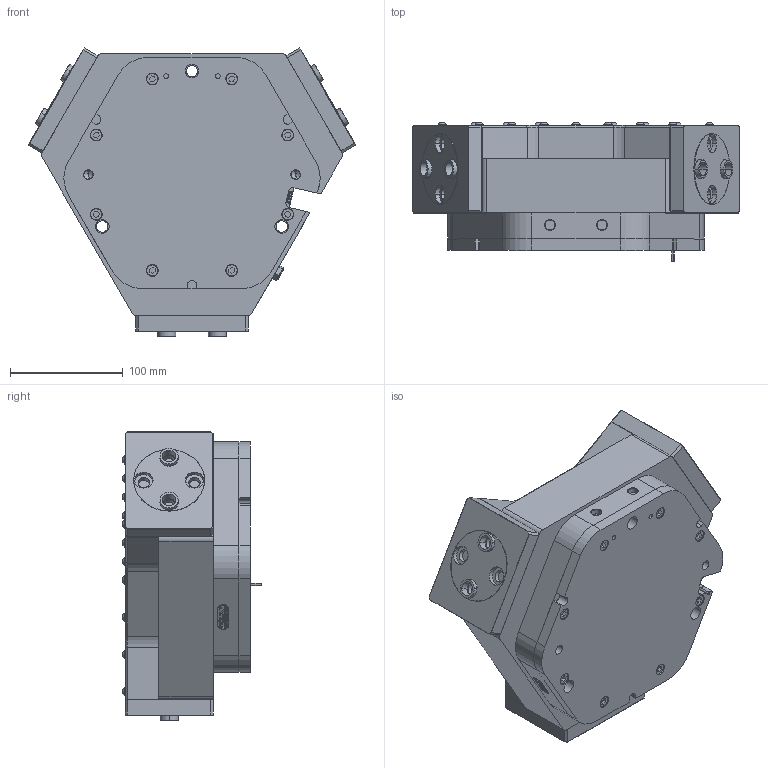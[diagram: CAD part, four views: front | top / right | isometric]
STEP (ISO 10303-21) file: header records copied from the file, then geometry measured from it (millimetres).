
FILE_DESCRIPTION (( 'STEP AP203' ), '1' );
FILE_NAME ('TZF160.STEP', '2026-03-18T07:01:10', ( 'USER-' ), ( 'Microsoft' ), 'SwSTEP 2.0', 'SolidWorks 2018', '' );
FILE_SCHEMA (( 'CONFIG_CONTROL_DESIGN' ));
Length unit declared in the file: millimetre
Products named in the file (12): TZF160-04 奻葡裔啣; BSLM01; TZF160; FZ160-250-M-05 菁裔啣; 囀鞠褒攫芛蹟隊_M4X8; 内六角圆柱头螺钉[GBT70_1-2008][M6×16]; TZF160-01 褲极; 25x10-R5; TRF99-M-04 忒硌薊极; 翐种杶 ; TRF99-M-03 耜猾极; 棠羲換覜ん
Assembly tree (48 placements, depth 2):
  TZF160
    TZF160-01 褲极
    TZF160-04 奻葡裔啣
    FZ160-250-M-05 菁裔啣
    TRF99-M-03 耜猾极  x3
    TRF99-M-04 忒硌薊极  x3
    囀鞠褒攫芛蹟隊_M4X8  x21
    内六角圆柱头螺钉[GBT70_1-2008][M6×16]  x8
    BSLM01
    棠羲換覜ん  x2
    翐种杶   x6
    25x10-R5
Bounding box: 290.31 x 123.01 x 255.68 mm (x, y, z)
Volume: 4045906 mm3; surface area: 493115.7 mm2
Topology: 48 solids, 48 shells, 2970 faces, 7085 edges, 4333 vertices
Faces by surface type: bspline 995, plane 818, cylinder 730, cone 391, torus 34, sphere 2
Entity records: 47884 total; most frequent: CARTESIAN_POINT 15496, ORIENTED_EDGE 6420, DIRECTION 5898, EDGE_CURVE 3210, VERTEX_POINT 2069, AXIS2_PLACEMENT_3D 2024, LINE 1850, VECTOR 1850
